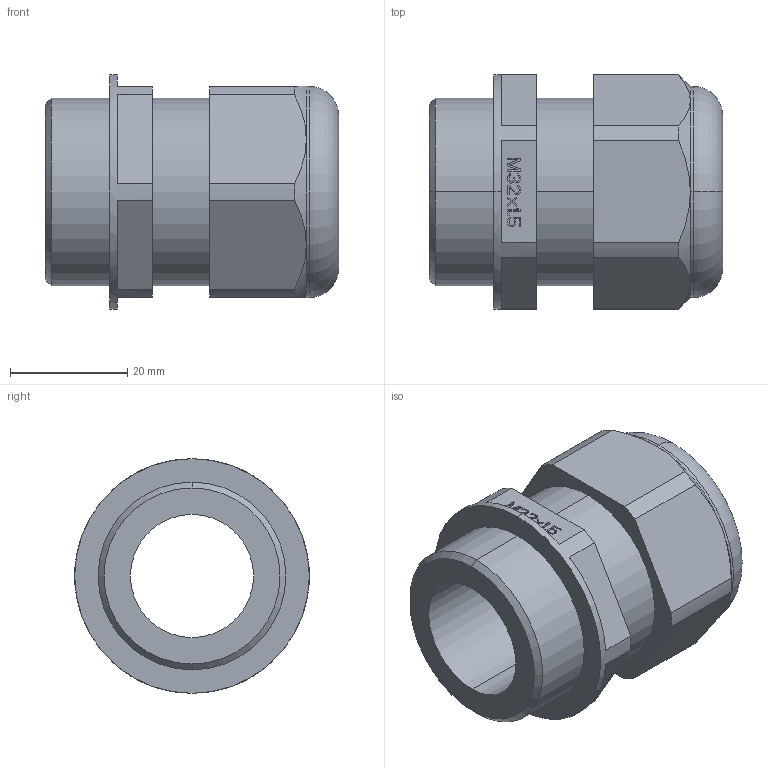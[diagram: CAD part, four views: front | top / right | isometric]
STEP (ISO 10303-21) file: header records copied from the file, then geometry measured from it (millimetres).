
FILE_DESCRIPTION(/* description */ (''),/* implementation_level */ '2;1');
FILE_NAME(/* name */ 'N 16 320 0127.stp',/* time_stamp */ '2016-12-01T16:23:25+01:00',/* author */ (''),/* organization */ (''),/* preprocessor_version */ 'ST-DEVELOPER v15',/* originating_system */ 'SIEMENS PLM Software NX 9.0',/* authorisation */ '');
FILE_SCHEMA (('CONFIG_CONTROL_DESIGN'));
Length unit declared in the file: millimetre
Products named in the file (1): n 16 320 0127nxm001-01
Bounding box: 50 x 40 x 40 mm (x, y, z)
Volume: 30947.7 mm3; surface area: 11007 mm2
Topology: 1 solids, 1 shells, 217 faces, 603 edges, 398 vertices
Faces by surface type: plane 191, cylinder 16, cone 8, torus 2
Entity records: 6937 total; most frequent: CARTESIAN_POINT 1261, ORIENTED_EDGE 1206, DIRECTION 1079, EDGE_CURVE 603, LINE 535, VECTOR 535, VERTEX_POINT 398, AXIS2_PLACEMENT_3D 272
